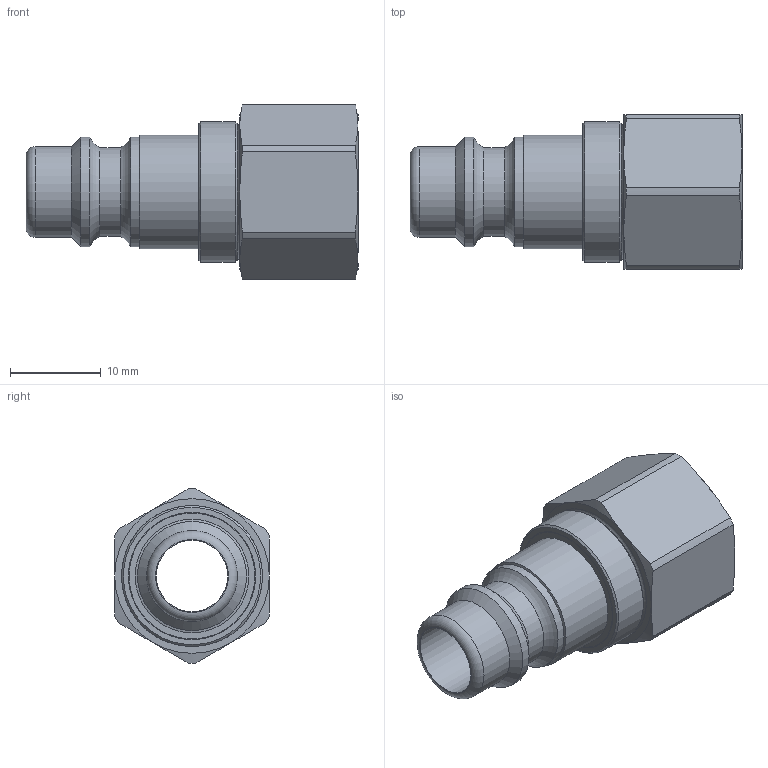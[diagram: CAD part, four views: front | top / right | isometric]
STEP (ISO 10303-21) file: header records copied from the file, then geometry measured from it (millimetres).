
FILE_DESCRIPTION((''),'2;1');
FILE_NAME('26SFIW13MXX0.stp','2014-11-03T09:23:33',('SSC01480'),(''),'Autodesk Inventor 2013','Autodesk Inventor 2013','');
FILE_SCHEMA(('AUTOMOTIVE_DESIGN { 1 0 10303 214 1 1 1 1 }'));
Length unit declared in the file: millimetre
Products named in the file (3): D112678; D112674; D103012
Assembly tree (2 placements, depth 2):
  D112678
    D112674
    D103012
Bounding box: 36.5 x 17 x 19.15 mm (x, y, z)
Volume: 3635.7 mm3; surface area: 3438.4 mm2
Topology: 2 solids, 2 shells, 52 faces, 108 edges, 63 vertices
Faces by surface type: cone 18, cylinder 17, plane 13, torus 4
Full cylindrical faces by diameter (mm): 7.85 x1, 9.75 x1, 10 x1, 11.445 x1, 12 x2, 12.5 x1, 13.85 x1, 14 x1, 14.05 x1, 15.5 x1
Entity records: 1335 total; most frequent: CARTESIAN_POINT 255, DIRECTION 228, ORIENTED_EDGE 174, AXIS2_PLACEMENT_3D 108, EDGE_CURVE 87, EDGE_LOOP 80, VERTEX_POINT 63, FACE_OUTER_BOUND 52
